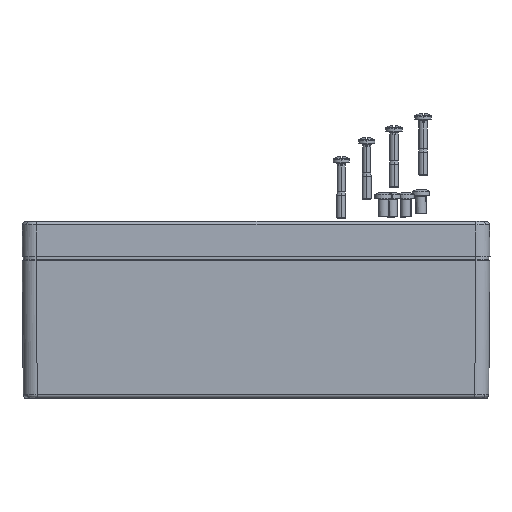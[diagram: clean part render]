
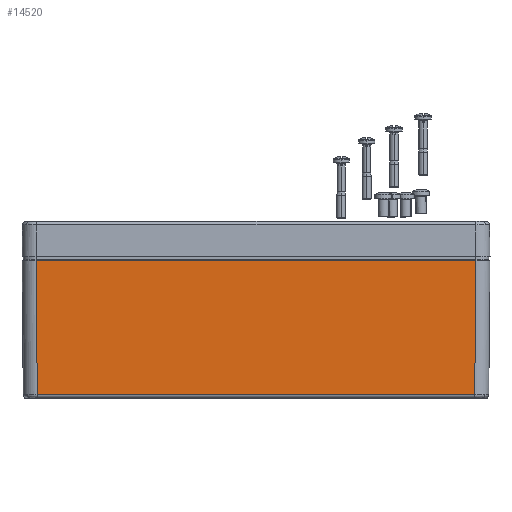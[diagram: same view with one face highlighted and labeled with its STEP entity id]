
A CAD part, top view. The second image highlights one B-rep face of the part: STEP entity #14520.
In plain terms, the highlighted planar face has unit normal (0, -0.009, 1).
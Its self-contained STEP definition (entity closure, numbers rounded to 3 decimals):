
#9432 = VERTEX_POINT('',#9433);
#9433 = CARTESIAN_POINT('',(-93.472,-60.513,
    59.472));
#13993 = VERTEX_POINT('',#13994);
#13994 = CARTESIAN_POINT('',(-93.974,-3.,59.974));
#14003 = EDGE_CURVE('',#14004,#13993,#14006,.T.);
#14004 = VERTEX_POINT('',#14005);
#14005 = CARTESIAN_POINT('',(93.974,-3.,59.974));
#14006 = LINE('',#14007,#14008);
#14007 = CARTESIAN_POINT('',(-100.,-3.,59.974));
#14008 = VECTOR('',#14009,1.);
#14009 = DIRECTION('',(-1.,0.,0.));
#14394 = VERTEX_POINT('',#14395);
#14395 = CARTESIAN_POINT('',(93.472,-60.513,
    59.472));
#14447 = EDGE_CURVE('',#9432,#14394,#14448,.T.);
#14448 = LINE('',#14449,#14450);
#14449 = CARTESIAN_POINT('',(-100.,-60.513,59.472));
#14450 = VECTOR('',#14451,1.);
#14451 = DIRECTION('',(1.,0.,0.));
#14520 = ADVANCED_FACE('',(#14521),#14537,.T.);
#14521 = FACE_BOUND('',#14522,.T.);
#14522 = EDGE_LOOP('',(#14523,#14529,#14530,#14536));
#14523 = ORIENTED_EDGE('',*,*,#14524,.T.);
#14524 = EDGE_CURVE('',#14394,#14004,#14525,.T.);
#14525 = LINE('',#14526,#14527);
#14526 = CARTESIAN_POINT('',(93.985,-1.693,
    59.985));
#14527 = VECTOR('',#14528,1.);
#14528 = DIRECTION('',(0.009,1.,
    0.009));
#14529 = ORIENTED_EDGE('',*,*,#14003,.T.);
#14530 = ORIENTED_EDGE('',*,*,#14531,.T.);
#14531 = EDGE_CURVE('',#13993,#9432,#14532,.T.);
#14532 = LINE('',#14533,#14534);
#14533 = CARTESIAN_POINT('',(-94.001,0.052,
    60.));
#14534 = VECTOR('',#14535,1.);
#14535 = DIRECTION('',(0.009,-1.,
    -0.009));
#14536 = ORIENTED_EDGE('',*,*,#14447,.T.);
#14537 = PLANE('',#14538);
#14538 = AXIS2_PLACEMENT_3D('',#14539,#14540,#14541);
#14539 = CARTESIAN_POINT('',(-100.,0.,60.));
#14540 = DIRECTION('',(0.,-0.009,1.));
#14541 = DIRECTION('',(0.,-1.,-0.009));
